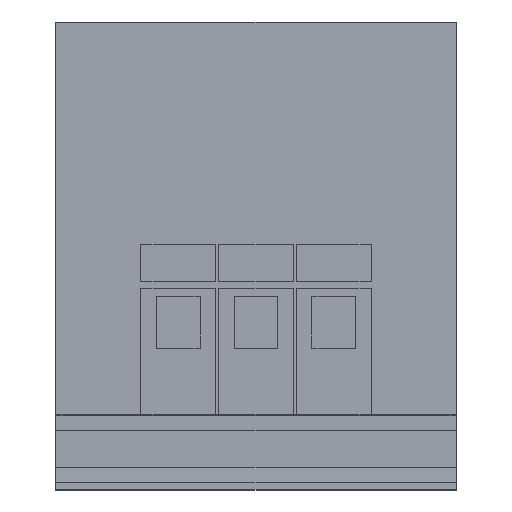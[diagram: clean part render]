
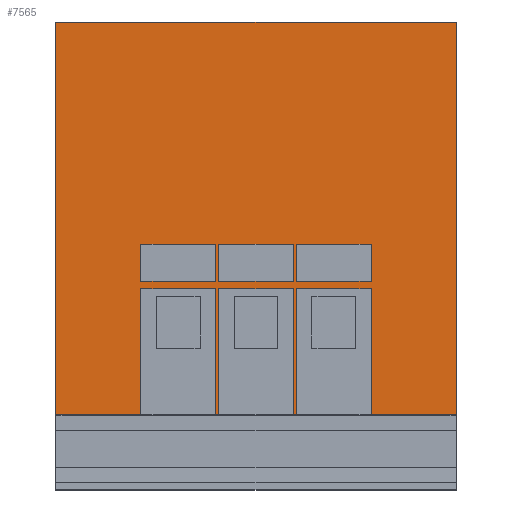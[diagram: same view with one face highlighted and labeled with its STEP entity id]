
A CAD part, top view. The second image highlights one B-rep face of the part: STEP entity #7565.
In plain terms, the highlighted face is planar.
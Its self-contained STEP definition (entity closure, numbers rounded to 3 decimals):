
#211=LINE('',#15579,#726);
#215=LINE('',#15587,#730);
#219=LINE('',#15595,#734);
#227=LINE('',#15609,#742);
#237=LINE('',#15627,#752);
#240=LINE('',#15632,#755);
#249=LINE('',#15649,#764);
#280=LINE('',#15710,#795);
#281=LINE('',#15713,#796);
#282=LINE('',#15715,#797);
#283=LINE('',#15717,#798);
#284=LINE('',#15718,#799);
#285=LINE('',#15721,#800);
#286=LINE('',#15723,#801);
#287=LINE('',#15725,#802);
#288=LINE('',#15726,#803);
#289=LINE('',#15729,#804);
#290=LINE('',#15731,#805);
#291=LINE('',#15733,#806);
#292=LINE('',#15734,#807);
#293=LINE('',#15736,#808);
#294=LINE('',#15738,#809);
#295=LINE('',#15739,#810);
#296=LINE('',#15741,#811);
#297=LINE('',#15743,#812);
#298=LINE('',#15744,#813);
#299=LINE('',#15746,#814);
#300=LINE('',#15748,#815);
#726=VECTOR('',#12623,1000.);
#730=VECTOR('',#12627,1000.);
#734=VECTOR('',#12631,1000.);
#742=VECTOR('',#12639,1000.);
#752=VECTOR('',#12651,1000.);
#755=VECTOR('',#12656,1000.);
#764=VECTOR('',#12667,1000.);
#795=VECTOR('',#12712,1000.);
#796=VECTOR('',#12713,1000.);
#797=VECTOR('',#12714,1000.);
#798=VECTOR('',#12715,1000.);
#799=VECTOR('',#12716,1000.);
#800=VECTOR('',#12717,1000.);
#801=VECTOR('',#12718,1000.);
#802=VECTOR('',#12719,1000.);
#803=VECTOR('',#12720,1000.);
#804=VECTOR('',#12721,1000.);
#805=VECTOR('',#12722,1000.);
#806=VECTOR('',#12723,1000.);
#807=VECTOR('',#12724,1000.);
#808=VECTOR('',#12725,1000.);
#809=VECTOR('',#12726,1000.);
#810=VECTOR('',#12727,1000.);
#811=VECTOR('',#12728,1000.);
#812=VECTOR('',#12729,1000.);
#813=VECTOR('',#12730,1000.);
#814=VECTOR('',#12731,1000.);
#815=VECTOR('',#12732,1000.);
#1306=PLANE('',#11188);
#2527=ORIENTED_EDGE('',*,*,#4071,.F.);
#2528=ORIENTED_EDGE('',*,*,#4072,.T.);
#2529=ORIENTED_EDGE('',*,*,#4073,.F.);
#2530=ORIENTED_EDGE('',*,*,#4074,.F.);
#2531=ORIENTED_EDGE('',*,*,#4075,.F.);
#2532=ORIENTED_EDGE('',*,*,#4076,.T.);
#2533=ORIENTED_EDGE('',*,*,#4077,.F.);
#2534=ORIENTED_EDGE('',*,*,#4078,.F.);
#2535=ORIENTED_EDGE('',*,*,#4079,.F.);
#2536=ORIENTED_EDGE('',*,*,#4080,.T.);
#2537=ORIENTED_EDGE('',*,*,#4081,.F.);
#2538=ORIENTED_EDGE('',*,*,#4082,.F.);
#2539=ORIENTED_EDGE('',*,*,#4002,.T.);
#2540=ORIENTED_EDGE('',*,*,#4083,.T.);
#2541=ORIENTED_EDGE('',*,*,#4084,.T.);
#2542=ORIENTED_EDGE('',*,*,#4085,.F.);
#2543=ORIENTED_EDGE('',*,*,#4018,.T.);
#2544=ORIENTED_EDGE('',*,*,#4028,.T.);
#2545=ORIENTED_EDGE('',*,*,#4040,.F.);
#2546=ORIENTED_EDGE('',*,*,#4031,.F.);
#2547=ORIENTED_EDGE('',*,*,#4010,.T.);
#2548=ORIENTED_EDGE('',*,*,#4086,.T.);
#2549=ORIENTED_EDGE('',*,*,#4087,.T.);
#2550=ORIENTED_EDGE('',*,*,#4088,.F.);
#2551=ORIENTED_EDGE('',*,*,#4006,.T.);
#2552=ORIENTED_EDGE('',*,*,#4089,.T.);
#2553=ORIENTED_EDGE('',*,*,#4090,.T.);
#2554=ORIENTED_EDGE('',*,*,#4091,.F.);
#4002=EDGE_CURVE('',#4870,#4869,#211,.T.);
#4006=EDGE_CURVE('',#4874,#4873,#215,.T.);
#4010=EDGE_CURVE('',#4878,#4877,#219,.T.);
#4018=EDGE_CURVE('',#4884,#4883,#227,.T.);
#4028=EDGE_CURVE('',#4883,#4890,#237,.T.);
#4031=EDGE_CURVE('',#4878,#4892,#240,.T.);
#4040=EDGE_CURVE('',#4892,#4890,#249,.T.);
#4071=EDGE_CURVE('',#4922,#4923,#280,.T.);
#4072=EDGE_CURVE('',#4922,#4924,#281,.T.);
#4073=EDGE_CURVE('',#4925,#4924,#282,.T.);
#4074=EDGE_CURVE('',#4923,#4925,#283,.T.);
#4075=EDGE_CURVE('',#4926,#4927,#284,.T.);
#4076=EDGE_CURVE('',#4926,#4928,#285,.T.);
#4077=EDGE_CURVE('',#4929,#4928,#286,.T.);
#4078=EDGE_CURVE('',#4927,#4929,#287,.T.);
#4079=EDGE_CURVE('',#4930,#4931,#288,.T.);
#4080=EDGE_CURVE('',#4930,#4932,#289,.T.);
#4081=EDGE_CURVE('',#4933,#4932,#290,.T.);
#4082=EDGE_CURVE('',#4931,#4933,#291,.T.);
#4083=EDGE_CURVE('',#4869,#4934,#292,.T.);
#4084=EDGE_CURVE('',#4934,#4935,#293,.T.);
#4085=EDGE_CURVE('',#4884,#4935,#294,.T.);
#4086=EDGE_CURVE('',#4877,#4936,#295,.T.);
#4087=EDGE_CURVE('',#4936,#4937,#296,.T.);
#4088=EDGE_CURVE('',#4874,#4937,#297,.T.);
#4089=EDGE_CURVE('',#4873,#4938,#298,.T.);
#4090=EDGE_CURVE('',#4938,#4939,#299,.T.);
#4091=EDGE_CURVE('',#4870,#4939,#300,.T.);
#4869=VERTEX_POINT('',#15578);
#4870=VERTEX_POINT('',#15580);
#4873=VERTEX_POINT('',#15586);
#4874=VERTEX_POINT('',#15588);
#4877=VERTEX_POINT('',#15594);
#4878=VERTEX_POINT('',#15596);
#4883=VERTEX_POINT('',#15608);
#4884=VERTEX_POINT('',#15610);
#4890=VERTEX_POINT('',#15626);
#4892=VERTEX_POINT('',#15633);
#4922=VERTEX_POINT('',#15711);
#4923=VERTEX_POINT('',#15712);
#4924=VERTEX_POINT('',#15714);
#4925=VERTEX_POINT('',#15716);
#4926=VERTEX_POINT('',#15719);
#4927=VERTEX_POINT('',#15720);
#4928=VERTEX_POINT('',#15722);
#4929=VERTEX_POINT('',#15724);
#4930=VERTEX_POINT('',#15727);
#4931=VERTEX_POINT('',#15728);
#4932=VERTEX_POINT('',#15730);
#4933=VERTEX_POINT('',#15732);
#4934=VERTEX_POINT('',#15735);
#4935=VERTEX_POINT('',#15737);
#4936=VERTEX_POINT('',#15740);
#4937=VERTEX_POINT('',#15742);
#4938=VERTEX_POINT('',#15745);
#4939=VERTEX_POINT('',#15747);
#5977=EDGE_LOOP('',(#2527,#2528,#2529,#2530));
#5978=EDGE_LOOP('',(#2531,#2532,#2533,#2534));
#5979=EDGE_LOOP('',(#2535,#2536,#2537,#2538));
#5980=EDGE_LOOP('',(#2539,#2540,#2541,#2542,#2543,#2544,#2545,#2546,#2547,
#2548,#2549,#2550,#2551,#2552,#2553,#2554));
#6923=FACE_BOUND('',#5977,.T.);
#6924=FACE_BOUND('',#5978,.T.);
#6925=FACE_BOUND('',#5979,.T.);
#6926=FACE_BOUND('',#5980,.T.);
#7565=ADVANCED_FACE('',(#6923,#6924,#6925,#6926),#1306,.F.);
#11188=AXIS2_PLACEMENT_3D('',#15709,#12710,#12711);
#12623=DIRECTION('',(0.,0.,-1.));
#12627=DIRECTION('',(0.,0.,-1.));
#12631=DIRECTION('',(0.,0.,-1.));
#12639=DIRECTION('',(0.,0.,-1.));
#12651=DIRECTION('',(-1.,0.,0.));
#12656=DIRECTION('',(-1.,0.,0.));
#12667=DIRECTION('',(0.,0.,-1.));
#12710=DIRECTION('',(0.,-1.,0.));
#12711=DIRECTION('',(0.,0.,-1.));
#12712=DIRECTION('',(0.,0.,-1.));
#12713=DIRECTION('',(-1.,0.,0.));
#12714=DIRECTION('',(0.,0.,1.));
#12715=DIRECTION('',(-1.,0.,0.));
#12716=DIRECTION('',(0.,0.,-1.));
#12717=DIRECTION('',(-1.,0.,0.));
#12718=DIRECTION('',(0.,0.,1.));
#12719=DIRECTION('',(-1.,0.,0.));
#12720=DIRECTION('',(0.,0.,-1.));
#12721=DIRECTION('',(-1.,0.,0.));
#12722=DIRECTION('',(0.,0.,1.));
#12723=DIRECTION('',(-1.,0.,0.));
#12724=DIRECTION('',(-1.,0.,0.));
#12725=DIRECTION('',(0.,0.,-1.));
#12726=DIRECTION('',(-1.,0.,0.));
#12727=DIRECTION('',(-1.,0.,0.));
#12728=DIRECTION('',(0.,0.,-1.));
#12729=DIRECTION('',(-1.,0.,0.));
#12730=DIRECTION('',(-1.,0.,0.));
#12731=DIRECTION('',(0.,0.,-1.));
#12732=DIRECTION('',(-1.,0.,0.));
#15578=CARTESIAN_POINT('',(0.,200.,-5.475));
#15579=CARTESIAN_POINT('',(0.,200.,27.));
#15580=CARTESIAN_POINT('',(0.,200.,-5.025));
#15586=CARTESIAN_POINT('',(0.,200.,5.025));
#15587=CARTESIAN_POINT('',(0.,200.,27.));
#15588=CARTESIAN_POINT('',(0.,200.,5.475));
#15594=CARTESIAN_POINT('',(0.,200.,15.525));
#15595=CARTESIAN_POINT('',(0.,200.,27.));
#15596=CARTESIAN_POINT('',(0.,200.,27.));
#15608=CARTESIAN_POINT('',(0.,200.,-27.));
#15609=CARTESIAN_POINT('',(0.,200.,27.));
#15610=CARTESIAN_POINT('',(0.,200.,-15.525));
#15626=CARTESIAN_POINT('',(-53.,200.,-27.));
#15627=CARTESIAN_POINT('',(0.,200.,-27.));
#15632=CARTESIAN_POINT('',(0.,200.,27.));
#15633=CARTESIAN_POINT('',(-53.,200.,27.));
#15649=CARTESIAN_POINT('',(-53.,200.,27.));
#15709=CARTESIAN_POINT('',(0.,200.,27.));
#15710=CARTESIAN_POINT('',(-18.,200.,-5.475));
#15711=CARTESIAN_POINT('',(-18.,200.,-5.475));
#15712=CARTESIAN_POINT('',(-18.,200.,-15.525));
#15713=CARTESIAN_POINT('',(0.,200.,-5.475));
#15714=CARTESIAN_POINT('',(-23.,200.,-5.475));
#15715=CARTESIAN_POINT('',(-23.,200.,27.));
#15716=CARTESIAN_POINT('',(-23.,200.,-15.525));
#15717=CARTESIAN_POINT('',(0.,200.,-15.525));
#15718=CARTESIAN_POINT('',(-18.,200.,5.025));
#15719=CARTESIAN_POINT('',(-18.,200.,5.025));
#15720=CARTESIAN_POINT('',(-18.,200.,-5.025));
#15721=CARTESIAN_POINT('',(0.,200.,5.025));
#15722=CARTESIAN_POINT('',(-23.,200.,5.025));
#15723=CARTESIAN_POINT('',(-23.,200.,27.));
#15724=CARTESIAN_POINT('',(-23.,200.,-5.025));
#15725=CARTESIAN_POINT('',(0.,200.,-5.025));
#15726=CARTESIAN_POINT('',(-18.,200.,15.525));
#15727=CARTESIAN_POINT('',(-18.,200.,15.525));
#15728=CARTESIAN_POINT('',(-18.,200.,5.475));
#15729=CARTESIAN_POINT('',(0.,200.,15.525));
#15730=CARTESIAN_POINT('',(-23.,200.,15.525));
#15731=CARTESIAN_POINT('',(-23.,200.,27.));
#15732=CARTESIAN_POINT('',(-23.,200.,5.475));
#15733=CARTESIAN_POINT('',(0.,200.,5.475));
#15734=CARTESIAN_POINT('',(0.,200.,-5.475));
#15735=CARTESIAN_POINT('',(-17.,200.,-5.475));
#15736=CARTESIAN_POINT('',(-17.,200.,-5.475));
#15737=CARTESIAN_POINT('',(-17.,200.,-15.525));
#15738=CARTESIAN_POINT('',(0.,200.,-15.525));
#15739=CARTESIAN_POINT('',(0.,200.,15.525));
#15740=CARTESIAN_POINT('',(-17.,200.,15.525));
#15741=CARTESIAN_POINT('',(-17.,200.,15.525));
#15742=CARTESIAN_POINT('',(-17.,200.,5.475));
#15743=CARTESIAN_POINT('',(0.,200.,5.475));
#15744=CARTESIAN_POINT('',(0.,200.,5.025));
#15745=CARTESIAN_POINT('',(-17.,200.,5.025));
#15746=CARTESIAN_POINT('',(-17.,200.,5.025));
#15747=CARTESIAN_POINT('',(-17.,200.,-5.025));
#15748=CARTESIAN_POINT('',(0.,200.,-5.025));
